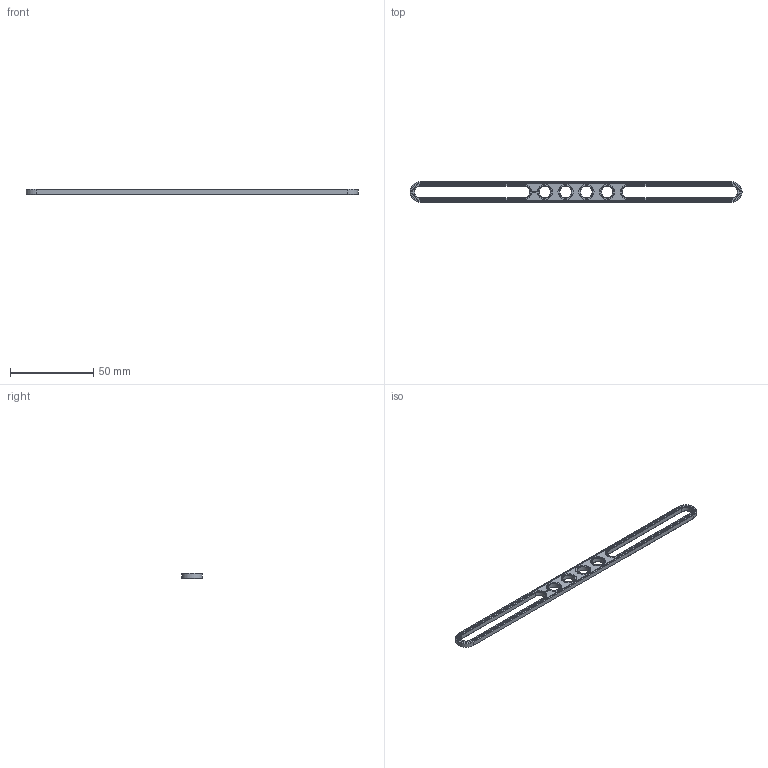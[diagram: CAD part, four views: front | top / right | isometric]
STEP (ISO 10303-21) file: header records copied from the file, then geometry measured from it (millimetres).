
FILE_DESCRIPTION(('FreeCAD Model'),'2;1');
FILE_NAME('Open CASCADE Shape Model','2023-01-08T23:26:03',(''),(''), 'Open CASCADE STEP processor 7.6','FreeCAD','Unknown');
FILE_SCHEMA(('AUTOMOTIVE_DESIGN { 1 0 10303 214 1 1 1 1 }'));
Length unit declared in the file: millimetre
Products named in the file (1): Brace STR SLT BE ERR BU16x01x00.25x06 - SPN-BRC-0339 (stemfie.org)
Bounding box: 200 x 12.5 x 3.12 mm (x, y, z)
Volume: 4086.7 mm3; surface area: 5097.8 mm2
Topology: 1 solids, 1 shells, 631 faces, 1739 edges, 1150 vertices
Faces by surface type: plane 345, extrusion 246, cone 20, cylinder 20
Full cylindrical faces by diameter (mm): 7 x4, 9.2 x4
Entity records: 44385 total; most frequent: CARTESIAN_POINT 11552, DIRECTION 5057, VECTOR 4123, LINE 3877, ORIENTED_EDGE 3478, PCURVE 3478, DEFINITIONAL_REPRESENTATION 3478, EDGE_CURVE 1739
